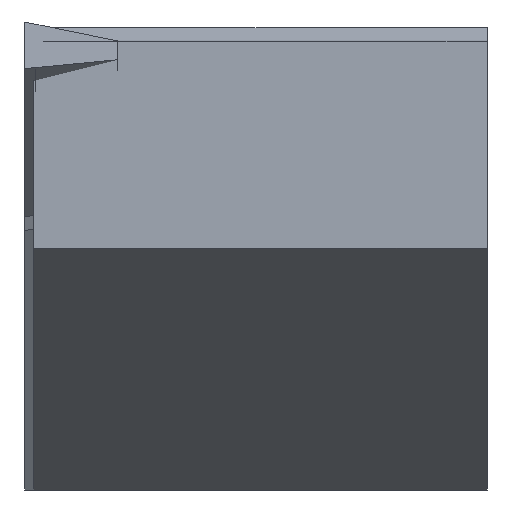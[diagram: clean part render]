
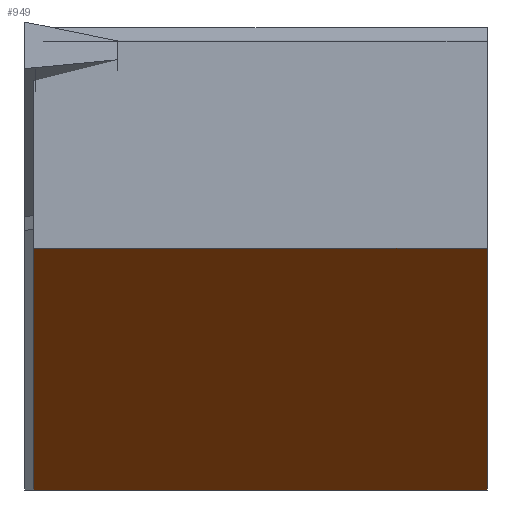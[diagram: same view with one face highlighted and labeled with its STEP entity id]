
A CAD part, left-side view. The second image highlights one B-rep face of the part: STEP entity #949.
In plain terms, the highlighted planar face has unit normal (-0.616, 0, -0.788).
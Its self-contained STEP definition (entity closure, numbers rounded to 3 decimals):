
#25 = VECTOR ( 'NONE', #1689, 1000. ) ;
#89 = VERTEX_POINT ( 'NONE', #1196 ) ;
#94 = LINE ( 'NONE', #2642, #25 ) ;
#116 = DIRECTION ( 'NONE',  ( -0.788, 0., 0.616 ) ) ;
#129 = PLANE ( 'NONE',  #1271 ) ;
#146 = CARTESIAN_POINT ( 'NONE',  ( 11.38, -15.875, -15.875 ) ) ;
#148 = DIRECTION ( 'NONE',  ( 0., -1., 0. ) ) ;
#203 = DIRECTION ( 'NONE',  ( -0.616, 0., -0.788 ) ) ;
#321 = CARTESIAN_POINT ( 'NONE',  ( 0., 159.138, -6.984 ) ) ;
#389 = DIRECTION ( 'NONE',  ( 0., -1., 0. ) ) ;
#403 = VERTEX_POINT ( 'NONE', #146 ) ;
#617 = CARTESIAN_POINT ( 'NONE',  ( 11.38, 159.138, -15.875 ) ) ;
#949 = ADVANCED_FACE ( 'NONE', ( #1658 ), #129, .T. ) ;
#1138 = VERTEX_POINT ( 'NONE', #1541 ) ;
#1196 = CARTESIAN_POINT ( 'NONE',  ( 11.38, -0.3, -15.875 ) ) ;
#1237 = ORIENTED_EDGE ( 'NONE', *, *, #2591, .F. ) ;
#1243 = VECTOR ( 'NONE', #1482, 1000. ) ;
#1271 = AXIS2_PLACEMENT_3D ( 'NONE', #321, #203, #116 ) ;
#1297 = CARTESIAN_POINT ( 'NONE',  ( 0.756, -15.875, -7.575 ) ) ;
#1315 = LINE ( 'NONE', #1490, #1243 ) ;
#1482 = DIRECTION ( 'NONE',  ( 0.788, 0., -0.616 ) ) ;
#1490 = CARTESIAN_POINT ( 'NONE',  ( 0., -0.3, -6.984 ) ) ;
#1531 = ORIENTED_EDGE ( 'NONE', *, *, #2613, .F. ) ;
#1541 = CARTESIAN_POINT ( 'NONE',  ( 0.756, -0.3, -7.575 ) ) ;
#1599 = EDGE_LOOP ( 'NONE', ( #1237, #1620, #2124, #1531 ) ) ;
#1620 = ORIENTED_EDGE ( 'NONE', *, *, #2601, .T. ) ;
#1658 = FACE_OUTER_BOUND ( 'NONE', #1599, .T. ) ;
#1689 = DIRECTION ( 'NONE',  ( 0.788, 0., -0.616 ) ) ;
#1712 = VECTOR ( 'NONE', #389, 1000. ) ;
#1816 = LINE ( 'NONE', #2242, #2275 ) ;
#1859 = VERTEX_POINT ( 'NONE', #1297 ) ;
#2124 = ORIENTED_EDGE ( 'NONE', *, *, #2608, .T. ) ;
#2205 = LINE ( 'NONE', #617, #1712 ) ;
#2242 = CARTESIAN_POINT ( 'NONE',  ( 0.756, 159.138, -7.575 ) ) ;
#2275 = VECTOR ( 'NONE', #148, 1000. ) ;
#2591 = EDGE_CURVE ( 'NONE', #1138, #1859, #1816, .T. ) ;
#2601 = EDGE_CURVE ( 'NONE', #1138, #89, #1315, .T. ) ;
#2608 = EDGE_CURVE ( 'NONE', #89, #403, #2205, .T. ) ;
#2613 = EDGE_CURVE ( 'NONE', #1859, #403, #94, .T. ) ;
#2642 = CARTESIAN_POINT ( 'NONE',  ( -3.388, -15.875, -4.337 ) ) ;
